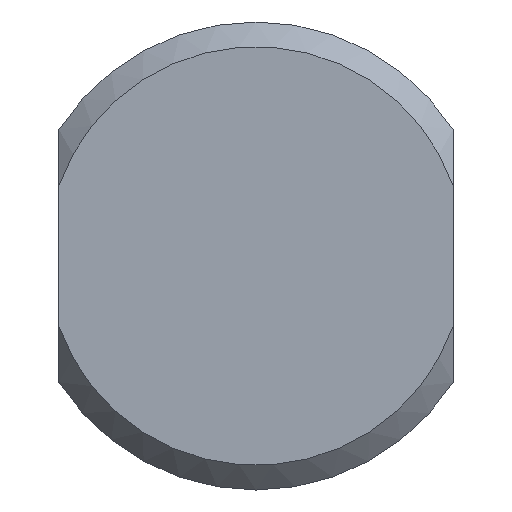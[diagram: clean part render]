
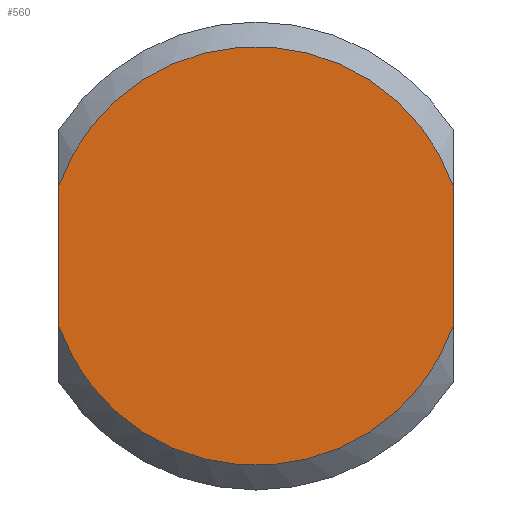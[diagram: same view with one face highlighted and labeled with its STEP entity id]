
A CAD part, front view. The second image highlights one B-rep face of the part: STEP entity #560.
In plain terms, the highlighted planar face has unit normal (0, -1, 0).
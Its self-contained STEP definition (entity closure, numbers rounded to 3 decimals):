
#48=LINE('',#871,#79);
#49=LINE('',#874,#80);
#79=VECTOR('',#692,10.);
#80=VECTOR('',#695,10.);
#110=PLANE('',#615);
#123=FACE_OUTER_BOUND('',#156,.T.);
#156=EDGE_LOOP('',(#382,#383,#384,#385));
#192=CIRCLE('',#613,8.5);
#194=CIRCLE('',#616,8.5);
#234=VERTEX_POINT('',#858);
#235=VERTEX_POINT('',#862);
#237=VERTEX_POINT('',#870);
#238=VERTEX_POINT('',#872);
#292=EDGE_CURVE('',#234,#235,#192,.T.);
#295=EDGE_CURVE('',#234,#237,#48,.T.);
#296=EDGE_CURVE('',#238,#237,#194,.T.);
#297=EDGE_CURVE('',#238,#235,#49,.T.);
#382=ORIENTED_EDGE('',*,*,#292,.F.);
#383=ORIENTED_EDGE('',*,*,#295,.T.);
#384=ORIENTED_EDGE('',*,*,#296,.F.);
#385=ORIENTED_EDGE('',*,*,#297,.T.);
#560=ADVANCED_FACE('',(#123),#110,.T.);
#613=AXIS2_PLACEMENT_3D('',#863,#686,#687);
#615=AXIS2_PLACEMENT_3D('',#869,#690,#691);
#616=AXIS2_PLACEMENT_3D('',#873,#693,#694);
#686=DIRECTION('center_axis',(0.,1.,0.));
#687=DIRECTION('ref_axis',(0.842,0.,-0.539));
#690=DIRECTION('center_axis',(0.,-1.,0.));
#691=DIRECTION('ref_axis',(0.,0.,-1.));
#692=DIRECTION('',(0.,0.,1.));
#693=DIRECTION('center_axis',(0.,1.,0.));
#694=DIRECTION('ref_axis',(-0.842,0.,0.539));
#695=DIRECTION('',(0.,0.,-1.));
#858=CARTESIAN_POINT('',(8.,-3.,-2.872));
#862=CARTESIAN_POINT('',(-8.,-3.,-2.872));
#863=CARTESIAN_POINT('Origin',(0.,-3.,0.));
#869=CARTESIAN_POINT('Origin',(0.,-3.,0.));
#870=CARTESIAN_POINT('',(8.,-3.,2.872));
#871=CARTESIAN_POINT('',(8.,-3.,5.123));
#872=CARTESIAN_POINT('',(-8.,-3.,2.872));
#873=CARTESIAN_POINT('Origin',(0.,-3.,0.));
#874=CARTESIAN_POINT('',(-8.,-3.,-5.123));
